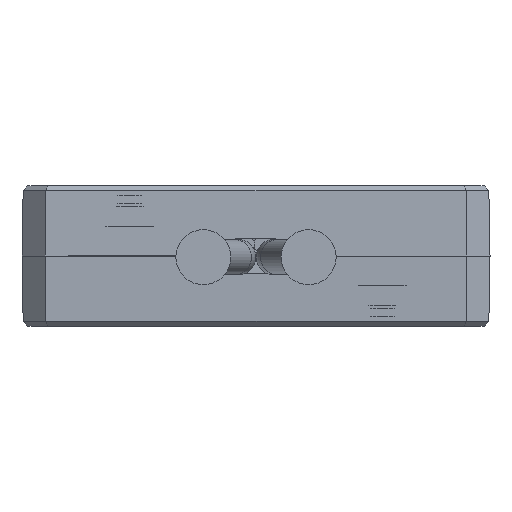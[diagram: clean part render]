
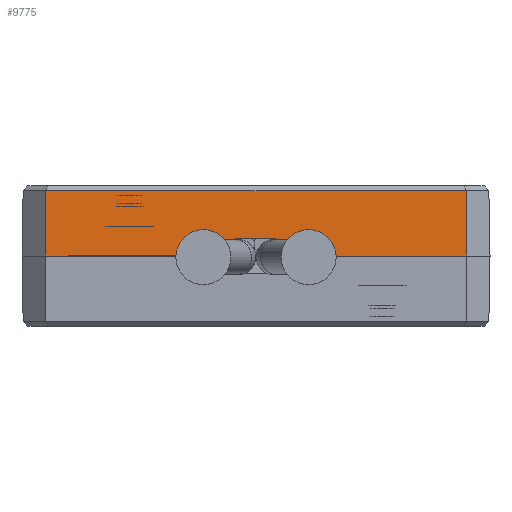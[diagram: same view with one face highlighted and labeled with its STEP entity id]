
A CAD part, left-side view. The second image highlights one B-rep face of the part: STEP entity #9775.
In plain terms, the highlighted face is planar.
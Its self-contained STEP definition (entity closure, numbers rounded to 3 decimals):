
#248=ELLIPSE('',#10504,1.,1.);
#249=ELLIPSE('',#10508,1.,1.);
#421=PLANE('',#10568);
#1341=FACE_OUTER_BOUND('',#1938,.T.);
#1938=EDGE_LOOP('',(#7997,#7998,#7999,#8000,#8001,#8002,#8003,#8004,#8005,
#8006));
#2353=LINE('',#17549,#3244);
#2363=LINE('',#17784,#3254);
#2585=LINE('',#20088,#3476);
#2590=LINE('',#20101,#3481);
#2592=LINE('',#20104,#3483);
#2631=LINE('',#20234,#3522);
#2634=LINE('',#20239,#3525);
#2636=LINE('',#20242,#3527);
#3244=VECTOR('',#11459,10.);
#3254=VECTOR('',#11515,10.);
#3476=VECTOR('',#11985,10.);
#3481=VECTOR('',#11998,10.);
#3483=VECTOR('',#12002,10.);
#3522=VECTOR('',#12151,10.);
#3525=VECTOR('',#12158,10.);
#3527=VECTOR('',#12162,10.);
#4436=VERTEX_POINT('',#17546);
#4437=VERTEX_POINT('',#17548);
#4469=VERTEX_POINT('',#17781);
#4470=VERTEX_POINT('',#17783);
#4721=VERTEX_POINT('',#20082);
#4722=VERTEX_POINT('',#20084);
#4725=VERTEX_POINT('',#20094);
#4726=VERTEX_POINT('',#20096);
#4747=VERTEX_POINT('',#20229);
#4748=VERTEX_POINT('',#20233);
#5430=EDGE_CURVE('',#4436,#4437,#2353,.T.);
#5467=EDGE_CURVE('',#4469,#4470,#2363,.T.);
#5831=EDGE_CURVE('',#4721,#4722,#248,.F.);
#5833=EDGE_CURVE('',#4469,#4722,#2585,.F.);
#5837=EDGE_CURVE('',#4725,#4726,#249,.F.);
#5840=EDGE_CURVE('',#4721,#4726,#2590,.F.);
#5842=EDGE_CURVE('',#4725,#4437,#2592,.F.);
#5898=EDGE_CURVE('',#4748,#4747,#2631,.F.);
#5901=EDGE_CURVE('',#4747,#4436,#2634,.F.);
#5903=EDGE_CURVE('',#4470,#4748,#2636,.T.);
#7997=ORIENTED_EDGE('',*,*,#5842,.T.);
#7998=ORIENTED_EDGE('',*,*,#5430,.F.);
#7999=ORIENTED_EDGE('',*,*,#5901,.F.);
#8000=ORIENTED_EDGE('',*,*,#5898,.F.);
#8001=ORIENTED_EDGE('',*,*,#5903,.F.);
#8002=ORIENTED_EDGE('',*,*,#5467,.F.);
#8003=ORIENTED_EDGE('',*,*,#5833,.T.);
#8004=ORIENTED_EDGE('',*,*,#5831,.F.);
#8005=ORIENTED_EDGE('',*,*,#5840,.T.);
#8006=ORIENTED_EDGE('',*,*,#5837,.F.);
#9775=ADVANCED_FACE('',(#1341),#421,.T.);
#10504=AXIS2_PLACEMENT_3D('',#20085,#11980,#11981);
#10508=AXIS2_PLACEMENT_3D('',#20097,#11992,#11993);
#10568=AXIS2_PLACEMENT_3D('',#20241,#12160,#12161);
#11459=DIRECTION('',(0.,-1.,0.));
#11515=DIRECTION('',(0.,-1.,0.));
#11980=DIRECTION('center_axis',(1.,0.,0.017));
#11981=DIRECTION('ref_axis',(0.017,0.,-1.));
#11985=DIRECTION('',(-0.017,0.,1.));
#11992=DIRECTION('center_axis',(1.,0.,0.017));
#11993=DIRECTION('ref_axis',(0.017,0.,-1.));
#11998=DIRECTION('',(0.,-1.,0.));
#12002=DIRECTION('',(0.017,0.,-1.));
#12151=DIRECTION('',(0.,-1.,0.));
#12158=DIRECTION('',(0.017,-0.007,-1.));
#12160=DIRECTION('center_axis',(-1.,0.,-0.017));
#12161=DIRECTION('ref_axis',(0.,1.,0.));
#12162=DIRECTION('',(0.017,0.007,-1.));
#17546=CARTESIAN_POINT('',(-13.639,18.,-5.532));
#17548=CARTESIAN_POINT('',(-13.639,2.5,-5.532));
#17549=CARTESIAN_POINT('',(-13.639,20.,-5.532));
#17781=CARTESIAN_POINT('',(-13.639,-2.5,-5.532));
#17783=CARTESIAN_POINT('',(-13.639,-18.,-5.532));
#17784=CARTESIAN_POINT('',(-13.639,20.,-5.532));
#20082=CARTESIAN_POINT('',(-13.613,-1.5,-7.032));
#20084=CARTESIAN_POINT('',(-13.63,-2.5,-6.032));
#20085=CARTESIAN_POINT('Origin',(-13.63,-1.5,-6.032));
#20088=CARTESIAN_POINT('',(-13.639,-2.5,-5.532));
#20094=CARTESIAN_POINT('',(-13.63,2.5,-6.032));
#20096=CARTESIAN_POINT('',(-13.613,1.5,-7.032));
#20097=CARTESIAN_POINT('Origin',(-13.63,1.5,-6.032));
#20101=CARTESIAN_POINT('',(-13.613,-11.25,-7.032));
#20104=CARTESIAN_POINT('',(-13.626,2.5,-6.281));
#20229=CARTESIAN_POINT('',(-13.541,17.96,-11.129));
#20233=CARTESIAN_POINT('',(-13.541,-17.96,-11.129));
#20234=CARTESIAN_POINT('',(-13.541,-15.,-11.129));
#20239=CARTESIAN_POINT('',(-13.636,17.999,-5.674));
#20241=CARTESIAN_POINT('Origin',(-13.639,-20.,-5.532));
#20242=CARTESIAN_POINT('',(-13.639,-18.,-5.53));
